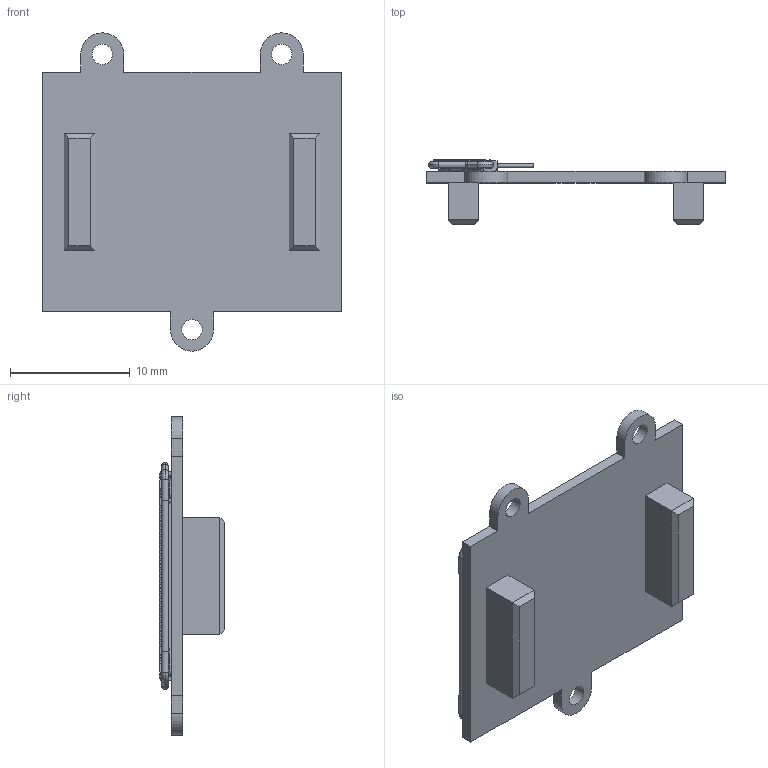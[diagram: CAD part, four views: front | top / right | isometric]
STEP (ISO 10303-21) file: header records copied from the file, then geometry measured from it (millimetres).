
FILE_DESCRIPTION((''),'2;1');
FILE_NAME('CCAM3_IMAGER_BOARD_01','2021-09-07T17:14:34',('silo-mech'),(''),'CREO PARAMETRIC BY PTC INC, 2020454','CREO PARAMETRIC BY PTC INC, 2020454','');
FILE_SCHEMA(('CONFIG_CONTROL_DESIGN'));
Products named in the file (1): CCAM3_IMAGER_BOARD_01
Bounding box: 25 x 5.46 x 26.6 mm (x, y, z)
Volume: 756.7 mm3; surface area: 1776.1 mm2
Topology: 2 solids, 2 shells, 1934 faces, 5404 edges, 3540 vertices
Faces by surface type: plane 1174, cylinder 662, extrusion 40, cone 30, torus 12, bspline 7, sphere 6, revolution 3
Entity records: 63981 total; most frequent: CARTESIAN_POINT 13513, ORIENTED_EDGE 10792, DIRECTION 10193, EDGE_CURVE 5396, VECTOR 3816, LINE 3776, VERTEX_POINT 3540, AXIS2_PLACEMENT_3D 3187
